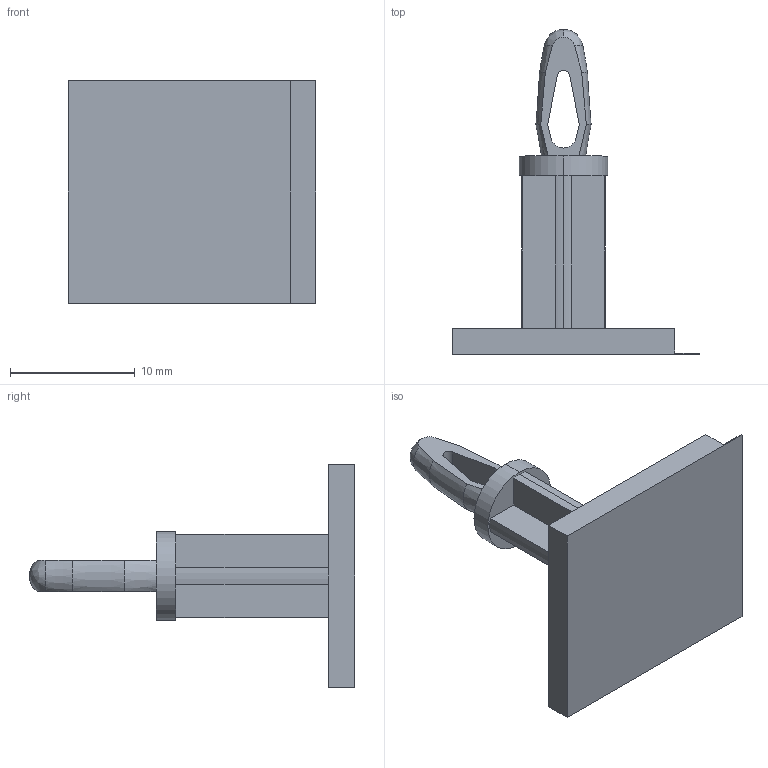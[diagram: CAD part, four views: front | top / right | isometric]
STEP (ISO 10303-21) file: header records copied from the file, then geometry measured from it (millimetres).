
FILE_DESCRIPTION(('STEP AP214'),'1');
FILE_NAME('10001240.stp','2024-12-06T20:38:27',('TraceParts'),('TraceParts S.A.'),'Spatial InterOp 3D',' ',' ');
FILE_SCHEMA(('AUTOMOTIVE_DESIGN { 1 0 10303 214 1 1 1 1 }'));
Length unit declared in the file: millimetre
Products named in the file (1): 10001240
Bounding box: 19.8 x 26.05 x 17.8 mm (x, y, z)
Volume: 982.7 mm3; surface area: 1382 mm2
Topology: 1 solids, 1 shells, 42 faces, 111 edges, 74 vertices
Faces by surface type: plane 24, cylinder 10, cone 6, bspline 2
Entity records: 1369 total; most frequent: CARTESIAN_POINT 302, ORIENTED_EDGE 222, DIRECTION 214, EDGE_CURVE 111, AXIS2_PLACEMENT_3D 74, VERTEX_POINT 74, LINE 66, VECTOR 66
